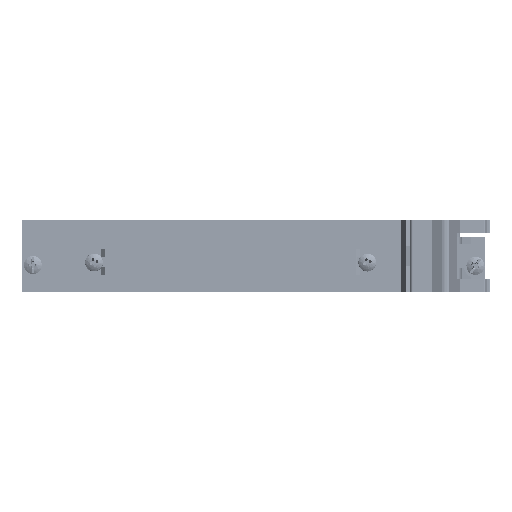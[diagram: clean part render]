
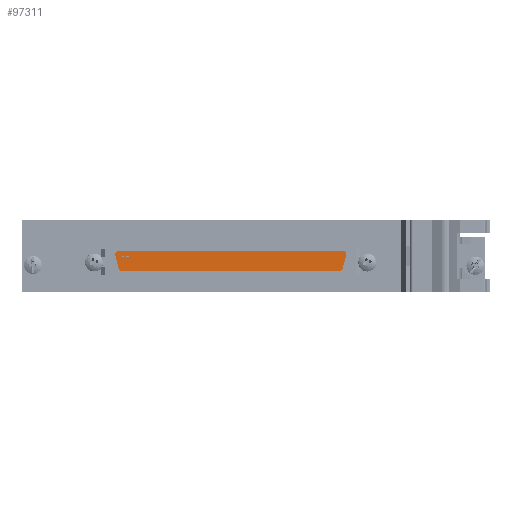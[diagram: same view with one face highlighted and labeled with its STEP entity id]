
A CAD part, left-side view. The second image highlights one B-rep face of the part: STEP entity #97311.
In plain terms, the highlighted planar face has unit normal (-1, 0, 0).
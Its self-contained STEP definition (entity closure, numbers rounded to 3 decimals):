
#6397 = CARTESIAN_POINT ( 'NONE',  ( -3.736, 25.461, 7.579 ) ) ;
#6573 = CARTESIAN_POINT ( 'NONE',  ( -3.736, 87.495, 2.62 ) ) ;
#8586 = CARTESIAN_POINT ( 'NONE',  ( -3.736, 26.452, 1.879 ) ) ;
#8969 = CARTESIAN_POINT ( 'NONE',  ( -3.736, 86.529, 1.879 ) ) ;
#26669 = CIRCLE ( 'NONE', #269508, 1. ) ;
#51877 = PLANE ( 'NONE',  #349422 ) ;
#51932 = CARTESIAN_POINT ( 'NONE',  ( -3.736, 25.461, 6.579 ) ) ;
#51936 = DIRECTION ( 'NONE',  ( -1., 0., 0. ) ) ;
#51938 = DIRECTION ( 'NONE',  ( 0., -1., 0. ) ) ;
#61009 = EDGE_LOOP ( 'NONE', ( #315596, #316389, #315422, #315535, #316133, #316984, #315974, #316661 ) ) ;
#61717 = FACE_OUTER_BOUND ( 'NONE', #61009, .T. ) ;
#66264 = LINE ( 'NONE', #193479, #66272 ) ;
#66272 = VECTOR ( 'NONE', #193482, 1000. ) ;
#97311 = ADVANCED_FACE ( 'NONE', ( #61717 ), #51877, .T. ) ;
#100631 = CARTESIAN_POINT ( 'NONE',  ( -3.736, 88.487, 6.32 ) ) ;
#128085 = AXIS2_PLACEMENT_3D ( 'NONE', #207036, #207039, #207041 ) ;
#128189 = AXIS2_PLACEMENT_3D ( 'NONE', #208337, #208340, #208344 ) ;
#173837 = CARTESIAN_POINT ( 'NONE',  ( -3.736, 88.487, 6.32 ) ) ;
#173961 = DIRECTION ( 'NONE',  ( 0., -0.259, -0.966 ) ) ;
#184997 = VERTEX_POINT ( 'NONE', #6397 ) ;
#185065 = VERTEX_POINT ( 'NONE', #6573 ) ;
#185710 = VERTEX_POINT ( 'NONE', #8586 ) ;
#185841 = VERTEX_POINT ( 'NONE', #8969 ) ;
#186040 = VERTEX_POINT ( 'NONE', #316541 ) ;
#187655 = VERTEX_POINT ( 'NONE', #318390 ) ;
#188160 = VERTEX_POINT ( 'NONE', #318859 ) ;
#188936 = VERTEX_POINT ( 'NONE', #100631 ) ;
#189811 = LINE ( 'NONE', #173837, #189887 ) ;
#189887 = VECTOR ( 'NONE', #173961, 1000. ) ;
#190354 = CIRCLE ( 'NONE', #199621, 1. ) ;
#190494 = CARTESIAN_POINT ( 'NONE',  ( -3.736, 26.452, 1.879 ) ) ;
#190525 = DIRECTION ( 'NONE',  ( 0., -1., 0. ) ) ;
#191337 = LINE ( 'NONE', #278631, #191348 ) ;
#191348 = VECTOR ( 'NONE', #278638, 1000. ) ;
#192649 = VECTOR ( 'NONE', #190525, 1000. ) ;
#192654 = LINE ( 'NONE', #190494, #192649 ) ;
#193479 = CARTESIAN_POINT ( 'NONE',  ( -3.736, 87.521, 7.579 ) ) ;
#193482 = DIRECTION ( 'NONE',  ( 0., 1., 0. ) ) ;
#199621 = AXIS2_PLACEMENT_3D ( 'NONE', #276780, #276782, #276786 ) ;
#203825 = CIRCLE ( 'NONE', #128189, 1. ) ;
#207036 = CARTESIAN_POINT ( 'NONE',  ( -3.736, 26.452, 2.879 ) ) ;
#207039 = DIRECTION ( 'NONE',  ( -1., 0., 0. ) ) ;
#207041 = DIRECTION ( 'NONE',  ( 0., -1., 0. ) ) ;
#208337 = CARTESIAN_POINT ( 'NONE',  ( -3.736, 25.461, 6.579 ) ) ;
#208340 = DIRECTION ( 'NONE',  ( -1., 0., 0. ) ) ;
#208344 = DIRECTION ( 'NONE',  ( 0., -1., 0. ) ) ;
#213490 = CIRCLE ( 'NONE', #128085, 1. ) ;
#218797 = EDGE_CURVE ( 'NONE', #186040, #188936, #26669, .T. ) ;
#269508 = AXIS2_PLACEMENT_3D ( 'NONE', #283238, #283241, #283243 ) ;
#276780 = CARTESIAN_POINT ( 'NONE',  ( -3.736, 86.529, 2.879 ) ) ;
#276782 = DIRECTION ( 'NONE',  ( -1., 0., 0. ) ) ;
#276786 = DIRECTION ( 'NONE',  ( 0., 1., 0. ) ) ;
#278631 = CARTESIAN_POINT ( 'NONE',  ( -3.736, 24.495, 6.32 ) ) ;
#278638 = DIRECTION ( 'NONE',  ( 0., -0.259, 0.966 ) ) ;
#283238 = CARTESIAN_POINT ( 'NONE',  ( -3.736, 87.521, 6.579 ) ) ;
#283241 = DIRECTION ( 'NONE',  ( -1., 0., 0. ) ) ;
#283243 = DIRECTION ( 'NONE',  ( 0., 1., 0. ) ) ;
#315422 = ORIENTED_EDGE ( 'NONE', *, *, #218797, .T. ) ;
#315535 = ORIENTED_EDGE ( 'NONE', *, *, #333315, .T. ) ;
#315596 = ORIENTED_EDGE ( 'NONE', *, *, #326368, .T. ) ;
#315974 = ORIENTED_EDGE ( 'NONE', *, *, #326030, .T. ) ;
#316133 = ORIENTED_EDGE ( 'NONE', *, *, #330342, .T. ) ;
#316389 = ORIENTED_EDGE ( 'NONE', *, *, #329142, .T. ) ;
#316541 = CARTESIAN_POINT ( 'NONE',  ( -3.736, 87.521, 7.579 ) ) ;
#316661 = ORIENTED_EDGE ( 'NONE', *, *, #330848, .T. ) ;
#316984 = ORIENTED_EDGE ( 'NONE', *, *, #331484, .T. ) ;
#318390 = CARTESIAN_POINT ( 'NONE',  ( -3.736, 25.486, 2.62 ) ) ;
#318859 = CARTESIAN_POINT ( 'NONE',  ( -3.736, 24.495, 6.32 ) ) ;
#326030 = EDGE_CURVE ( 'NONE', #185710, #187655, #213490, .T. ) ;
#326368 = EDGE_CURVE ( 'NONE', #188160, #184997, #203825, .T. ) ;
#329142 = EDGE_CURVE ( 'NONE', #184997, #186040, #66264, .T. ) ;
#330342 = EDGE_CURVE ( 'NONE', #185065, #185841, #190354, .T. ) ;
#330848 = EDGE_CURVE ( 'NONE', #187655, #188160, #191337, .T. ) ;
#331484 = EDGE_CURVE ( 'NONE', #185841, #185710, #192654, .T. ) ;
#333315 = EDGE_CURVE ( 'NONE', #188936, #185065, #189811, .T. ) ;
#349422 = AXIS2_PLACEMENT_3D ( 'NONE', #51932, #51936, #51938 ) ;
